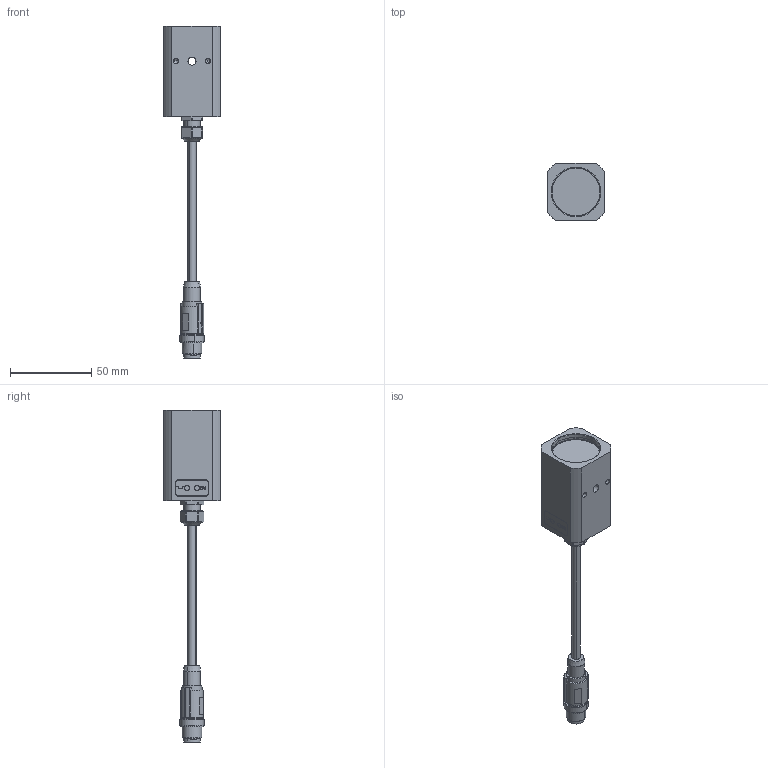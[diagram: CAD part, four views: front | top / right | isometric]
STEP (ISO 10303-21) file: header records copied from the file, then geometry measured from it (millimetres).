
FILE_DESCRIPTION((''),'2;1');
FILE_NAME('CAD-8570_SW0001','2022-10-25T09:41:08',('creinig-se'),(''),'CREO PARAMETRIC BY PTC INC, 2019292','CREO PARAMETRIC BY PTC INC, 2019292','');
FILE_SCHEMA(('CONFIG_CONTROL_DESIGN','SHAPE_APPEARANCE_LAYERS_GROUPS'));
Length unit declared in the file: millimetre
Products named in the file (1): CAD-8570_SW0001
Bounding box: 35 x 35 x 204.34 mm (x, y, z)
Volume: 70618.6 mm3; surface area: 18140.1 mm2
Topology: 2 solids, 2 shells, 444 faces, 1180 edges, 759 vertices
Faces by surface type: cylinder 197, plane 160, cone 76, extrusion 7, torus 4
Entity records: 17871 total; most frequent: CARTESIAN_POINT 3630, ORIENTED_EDGE 2312, DIRECTION 2206, EDGE_CURVE 1156, AXIS2_PLACEMENT_3D 849, VERTEX_POINT 753, VECTOR 508, FILL_AREA_STYLE_COLOUR 507
